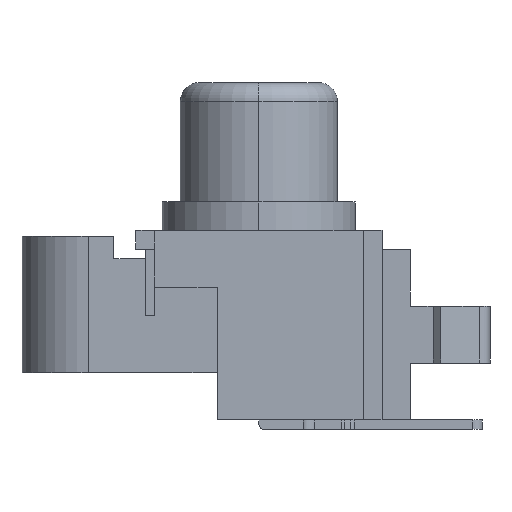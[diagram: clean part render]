
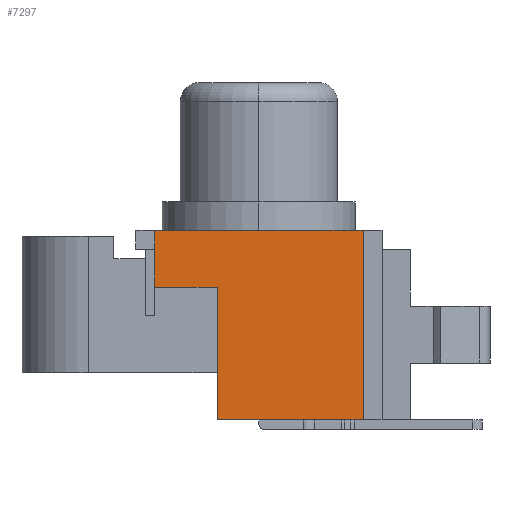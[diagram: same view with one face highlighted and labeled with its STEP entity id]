
A CAD part, left-side view. The second image highlights one B-rep face of the part: STEP entity #7297.
In plain terms, the highlighted planar face has unit normal (-1, 0, 0).
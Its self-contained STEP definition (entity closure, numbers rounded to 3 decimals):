
#111 = DIRECTION ( 'NONE',  ( 0., -1., 0. ) ) ;
#322 = ORIENTED_EDGE ( 'NONE', *, *, #3238, .T. ) ;
#355 = EDGE_CURVE ( 'NONE', #2308, #4598, #1370, .T. ) ;
#414 = DIRECTION ( 'NONE',  ( 0., 0., -1. ) ) ;
#465 = EDGE_CURVE ( 'NONE', #5269, #4598, #6245, .T. ) ;
#772 = VECTOR ( 'NONE', #414, 1000. ) ;
#794 = CARTESIAN_POINT ( 'NONE',  ( -13.3, 5.5, 10. ) ) ;
#1194 = VERTEX_POINT ( 'NONE', #5219 ) ;
#1332 = ORIENTED_EDGE ( 'NONE', *, *, #4563, .F. ) ;
#1370 = LINE ( 'NONE', #7260, #7100 ) ;
#1573 = LINE ( 'NONE', #6850, #2184 ) ;
#1575 = DIRECTION ( 'NONE',  ( 0., -1., 0. ) ) ;
#1588 = DIRECTION ( 'NONE',  ( 0., 0., -1. ) ) ;
#1614 = ORIENTED_EDGE ( 'NONE', *, *, #6801, .T. ) ;
#1649 = CARTESIAN_POINT ( 'NONE',  ( -13.3, 5.5, 7. ) ) ;
#1680 = CARTESIAN_POINT ( 'NONE',  ( -13.3, 5.5, 9. ) ) ;
#1905 = DIRECTION ( 'NONE',  ( 0., 1., 0. ) ) ;
#2184 = VECTOR ( 'NONE', #3407, 1000. ) ;
#2195 = CARTESIAN_POINT ( 'NONE',  ( -13.3, 2.2, 2.5 ) ) ;
#2262 = DIRECTION ( 'NONE',  ( 0., 0., -1. ) ) ;
#2308 = VERTEX_POINT ( 'NONE', #3695 ) ;
#2331 = ORIENTED_EDGE ( 'NONE', *, *, #355, .F. ) ;
#2631 = VECTOR ( 'NONE', #5076, 1000. ) ;
#2873 = CARTESIAN_POINT ( 'NONE',  ( -13.3, -5.5, 10. ) ) ;
#2966 = CARTESIAN_POINT ( 'NONE',  ( -13.3, 2.2, 0. ) ) ;
#3238 = EDGE_CURVE ( 'NONE', #3814, #1194, #5459, .T. ) ;
#3286 = VECTOR ( 'NONE', #111, 1000. ) ;
#3407 = DIRECTION ( 'NONE',  ( 0., 0., -1. ) ) ;
#3516 = CARTESIAN_POINT ( 'NONE',  ( -13.3, -5.5, 10. ) ) ;
#3522 = EDGE_CURVE ( 'NONE', #4863, #1194, #1573, .T. ) ;
#3695 = CARTESIAN_POINT ( 'NONE',  ( -13.3, 2.2, 7. ) ) ;
#3814 = VERTEX_POINT ( 'NONE', #2966 ) ;
#4042 = FACE_OUTER_BOUND ( 'NONE', #6854, .T. ) ;
#4174 = CARTESIAN_POINT ( 'NONE',  ( -13.3, -5.5, 0. ) ) ;
#4524 = LINE ( 'NONE', #7533, #2631 ) ;
#4558 = LINE ( 'NONE', #2195, #772 ) ;
#4563 = EDGE_CURVE ( 'NONE', #7345, #4863, #6970, .T. ) ;
#4598 = VERTEX_POINT ( 'NONE', #1649 ) ;
#4731 = VECTOR ( 'NONE', #1588, 1000. ) ;
#4863 = VERTEX_POINT ( 'NONE', #3516 ) ;
#5076 = DIRECTION ( 'NONE',  ( 0., 0., -1. ) ) ;
#5191 = ORIENTED_EDGE ( 'NONE', *, *, #3522, .F. ) ;
#5219 = CARTESIAN_POINT ( 'NONE',  ( -13.3, -5.5, 0. ) ) ;
#5227 = DIRECTION ( 'NONE',  ( 1., 0., 0. ) ) ;
#5269 = VERTEX_POINT ( 'NONE', #1680 ) ;
#5459 = LINE ( 'NONE', #4174, #3286 ) ;
#5700 = CARTESIAN_POINT ( 'NONE',  ( -13.3, -5.5, 10. ) ) ;
#5931 = PLANE ( 'NONE',  #6883 ) ;
#6245 = LINE ( 'NONE', #6327, #4731 ) ;
#6327 = CARTESIAN_POINT ( 'NONE',  ( -13.3, 5.5, 10. ) ) ;
#6801 = EDGE_CURVE ( 'NONE', #7345, #5269, #4524, .T. ) ;
#6834 = EDGE_CURVE ( 'NONE', #2308, #3814, #4558, .T. ) ;
#6850 = CARTESIAN_POINT ( 'NONE',  ( -13.3, -5.5, 10. ) ) ;
#6854 = EDGE_LOOP ( 'NONE', ( #2331, #7125, #322, #5191, #1332, #1614, #7102 ) ) ;
#6883 = AXIS2_PLACEMENT_3D ( 'NONE', #2873, #5227, #2262 ) ;
#6970 = LINE ( 'NONE', #5700, #7185 ) ;
#7100 = VECTOR ( 'NONE', #1905, 1000. ) ;
#7102 = ORIENTED_EDGE ( 'NONE', *, *, #465, .T. ) ;
#7125 = ORIENTED_EDGE ( 'NONE', *, *, #6834, .T. ) ;
#7185 = VECTOR ( 'NONE', #1575, 1000. ) ;
#7260 = CARTESIAN_POINT ( 'NONE',  ( -13.3, -5.5, 7. ) ) ;
#7297 = ADVANCED_FACE ( 'NONE', ( #4042 ), #5931, .F. ) ;
#7345 = VERTEX_POINT ( 'NONE', #794 ) ;
#7533 = CARTESIAN_POINT ( 'NONE',  ( -13.3, 5.5, 10. ) ) ;
